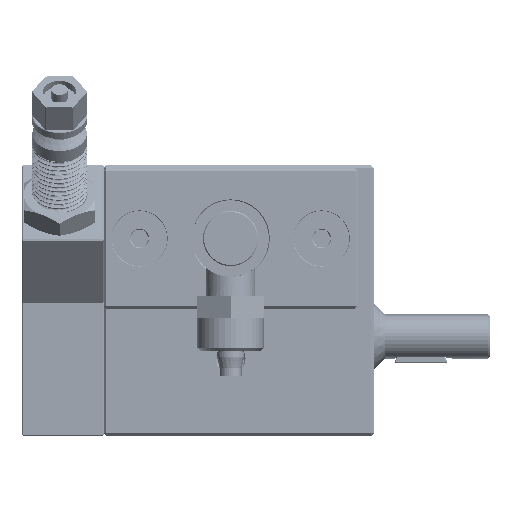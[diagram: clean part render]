
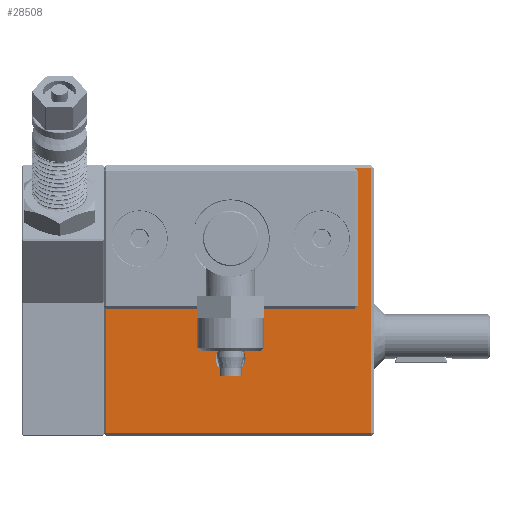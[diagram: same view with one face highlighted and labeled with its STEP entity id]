
A CAD part, left-side view. The second image highlights one B-rep face of the part: STEP entity #28508.
In plain terms, the highlighted planar face has unit normal (-1, 0, 0).
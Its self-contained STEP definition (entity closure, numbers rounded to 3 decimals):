
#460=PLANE('',#30420);
#696=FACE_BOUND('',#2881,.T.);
#697=FACE_BOUND('',#2882,.T.);
#698=FACE_BOUND('',#2883,.T.);
#1221=FACE_OUTER_BOUND('',#2880,.T.);
#2880=EDGE_LOOP('',(#19667,#19668,#19669,#19670));
#2881=EDGE_LOOP('',(#19671));
#2882=EDGE_LOOP('',(#19672));
#2883=EDGE_LOOP('',(#19673));
#4260=CIRCLE('',#30421,2.7);
#4261=CIRCLE('',#30422,2.7);
#4262=CIRCLE('',#30423,2.7);
#7579=LINE('',#54391,#9117);
#7582=LINE('',#54395,#9120);
#7587=LINE('',#54403,#9125);
#7590=LINE('',#54407,#9128);
#9117=VECTOR('',#33409,10.);
#9120=VECTOR('',#33414,10.);
#9125=VECTOR('',#33425,10.);
#9128=VECTOR('',#33430,10.);
#11190=VERTEX_POINT('',#54353);
#11198=VERTEX_POINT('',#54373);
#11199=VERTEX_POINT('',#54377);
#11204=VERTEX_POINT('',#54387);
#11208=VERTEX_POINT('',#54431);
#11209=VERTEX_POINT('',#54433);
#11210=VERTEX_POINT('',#54435);
#14555=EDGE_CURVE('',#11199,#11204,#7579,.T.);
#14558=EDGE_CURVE('',#11204,#11198,#7582,.T.);
#14563=EDGE_CURVE('',#11190,#11199,#7587,.T.);
#14566=EDGE_CURVE('',#11198,#11190,#7590,.T.);
#14580=EDGE_CURVE('',#11208,#11208,#4260,.T.);
#14581=EDGE_CURVE('',#11209,#11209,#4261,.T.);
#14582=EDGE_CURVE('',#11210,#11210,#4262,.T.);
#19667=ORIENTED_EDGE('',*,*,#14555,.F.);
#19668=ORIENTED_EDGE('',*,*,#14563,.F.);
#19669=ORIENTED_EDGE('',*,*,#14566,.F.);
#19670=ORIENTED_EDGE('',*,*,#14558,.F.);
#19671=ORIENTED_EDGE('',*,*,#14580,.F.);
#19672=ORIENTED_EDGE('',*,*,#14581,.F.);
#19673=ORIENTED_EDGE('',*,*,#14582,.F.);
#28508=ADVANCED_FACE('',(#1221,#696,#697,#698),#460,.T.);
#30420=AXIS2_PLACEMENT_3D('',#54430,#33459,#33460);
#30421=AXIS2_PLACEMENT_3D('',#54432,#33461,#33462);
#30422=AXIS2_PLACEMENT_3D('',#54434,#33463,#33464);
#30423=AXIS2_PLACEMENT_3D('',#54436,#33465,#33466);
#33409=DIRECTION('',(0.,1.,0.));
#33414=DIRECTION('',(0.,0.,1.));
#33425=DIRECTION('',(0.,0.,-1.));
#33430=DIRECTION('',(0.,-1.,0.));
#33459=DIRECTION('center_axis',(-1.,0.,0.));
#33460=DIRECTION('ref_axis',(0.,-1.,0.));
#33461=DIRECTION('center_axis',(-1.,0.,0.));
#33462=DIRECTION('ref_axis',(0.,0.,1.));
#33463=DIRECTION('center_axis',(-1.,0.,0.));
#33464=DIRECTION('ref_axis',(0.,0.,1.));
#33465=DIRECTION('center_axis',(-1.,0.,0.));
#33466=DIRECTION('ref_axis',(0.,0.,1.));
#54353=CARTESIAN_POINT('',(0.,0.5,48.5));
#54373=CARTESIAN_POINT('',(0.,48.5,48.5));
#54377=CARTESIAN_POINT('',(0.,0.5,0.5));
#54387=CARTESIAN_POINT('',(0.,48.5,0.5));
#54391=CARTESIAN_POINT('',(0.,36.75,0.5));
#54395=CARTESIAN_POINT('',(0.,48.5,0.));
#54403=CARTESIAN_POINT('',(0.,0.5,0.));
#54407=CARTESIAN_POINT('',(0.,36.75,48.5));
#54430=CARTESIAN_POINT('Origin',(0.,49.,0.));
#54431=CARTESIAN_POINT('',(0.,26.,11.3));
#54432=CARTESIAN_POINT('Origin',(0.,26.,14.));
#54433=CARTESIAN_POINT('',(0.,42.5,33.05));
#54434=CARTESIAN_POINT('Origin',(0.,42.5,35.75));
#54435=CARTESIAN_POINT('',(0.,9.5,33.05));
#54436=CARTESIAN_POINT('Origin',(0.,9.5,35.75));
